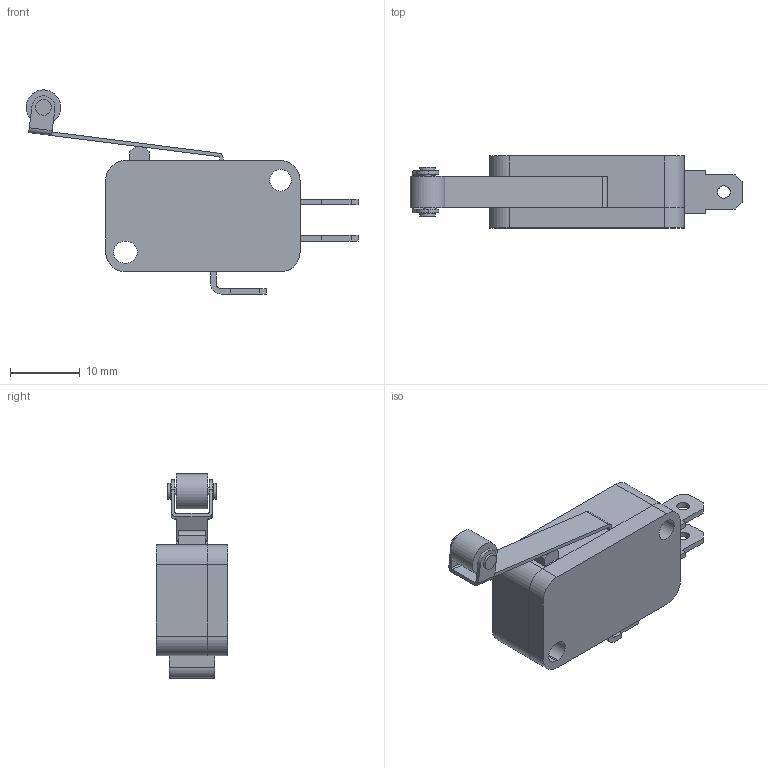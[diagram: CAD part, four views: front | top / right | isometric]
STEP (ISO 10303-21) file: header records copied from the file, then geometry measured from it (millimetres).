
FILE_DESCRIPTION(('FreeCAD Model'),'2;1');
FILE_NAME('Open CASCADE Shape Model','2022-10-30T18:58:18',('Author'),( ''),'Open CASCADE STEP processor 7.5','FreeCAD','Unknown');
FILE_SCHEMA(('AUTOMOTIVE_DESIGN { 1 0 10303 214 1 1 1 1 }'));
Length unit declared in the file: millimetre
Products named in the file (4): LimitSwitchPart; LimitSwitchBodyody; LimitSwitchRollBody; LimitSwitchPinBody
Assembly tree (3 placements, depth 2):
  LimitSwitchPart
    LimitSwitchBodyody
    LimitSwitchRollBody
    LimitSwitchPinBody
Bounding box: 47.52 x 10.3 x 29.23 mm (x, y, z)
Volume: 4617.8 mm3; surface area: 2767.7 mm2
Topology: 3 solids, 3 shells, 111 faces, 291 edges, 189 vertices
Faces by surface type: plane 72, cylinder 39
Full cylindrical faces by diameter (mm): 0 x1, 1 x1, 1.1 x2, 1.2 x1, 1.8 x3, 2.256 x2, 3.1 x2, 5 x1
Entity records: 7447 total; most frequent: CARTESIAN_POINT 1453, DIRECTION 1128, LINE 738, VECTOR 738, ORIENTED_EDGE 582, PCURVE 582, DEFINITIONAL_REPRESENTATION 582, EDGE_CURVE 291
